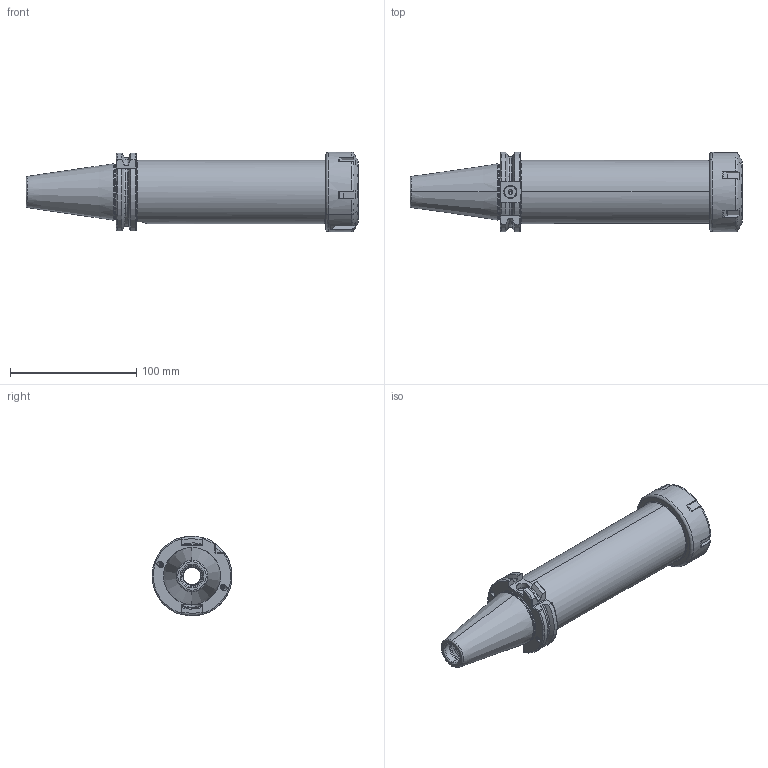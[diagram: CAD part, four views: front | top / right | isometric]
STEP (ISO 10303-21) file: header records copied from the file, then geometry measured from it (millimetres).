
FILE_DESCRIPTION (( 'STEP AP203' ), '1' );
FILE_NAME ('403.02.26.3.STEP', '2016-07-16T05:36:54', ( '' ), ( '' ), 'SwSTEP 2.0', 'SolidWorks 2012', '' );
FILE_SCHEMA (( 'CONFIG_CONTROL_DESIGN' ));
Length unit declared in the file: millimetre
Products named in the file (3): 403.02.26.3; 2-01.100.0400260C7_ER40螺帽(六溝)
Assembly tree (2 placements, depth 2):
  403.02.26.3
    403.02.26.3
    2-01.100.0400260C7_ER40螺帽(六溝)
Bounding box: 263.1 x 63.33 x 63 mm (x, y, z)
Volume: 396634.3 mm3; surface area: 75406.7 mm2
Topology: 2 solids, 2 shells, 418 faces, 1119 edges, 699 vertices
Faces by surface type: cylinder 161, plane 93, bspline 66, torus 60, cone 38
Entity records: 26485 total; most frequent: CARTESIAN_POINT 17194, ORIENTED_EDGE 2214, DIRECTION 1500, EDGE_CURVE 1107, VERTEX_POINT 699, AXIS2_PLACEMENT_3D 586, EDGE_LOOP 432, ADVANCED_FACE 418
